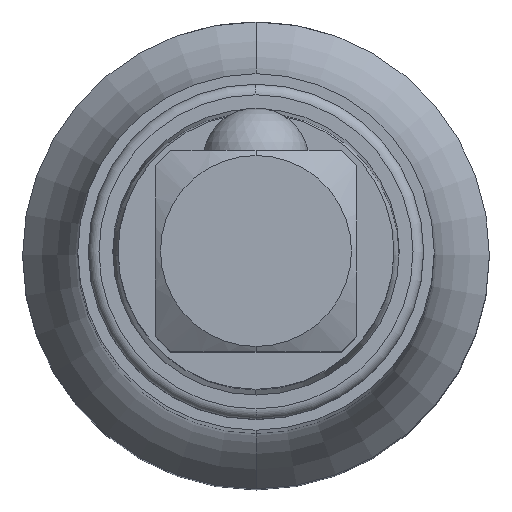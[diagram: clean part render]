
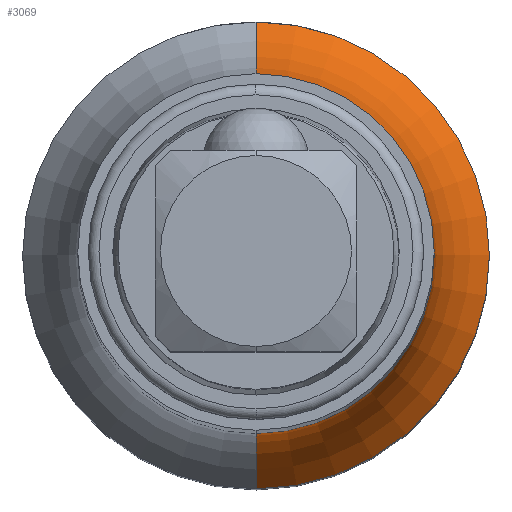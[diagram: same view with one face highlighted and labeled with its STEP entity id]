
A CAD part, top view. The second image highlights one B-rep face of the part: STEP entity #3069.
In plain terms, the highlighted toroidal (fillet/blend) face has major radius 18.4 mm and minor radius 10 mm.
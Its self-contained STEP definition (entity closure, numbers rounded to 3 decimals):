
#2483=CARTESIAN_POINT('',(0.,0.,-31.));
#2484=DIRECTION('',(0.,0.,1.));
#2485=DIRECTION('',(0.,1.,0.));
#2486=AXIS2_PLACEMENT_3D('',#2483,#2484,#2485);
#2525=CARTESIAN_POINT('',(0.,18.4,-37.726));
#2526=DIRECTION('',(-1.,0.,0.));
#2527=DIRECTION('',(0.,-1.,0.));
#2528=AXIS2_PLACEMENT_3D('',#2525,#2526,#2527);
#2533=CARTESIAN_POINT('',(0.,-18.4,-37.726));
#2534=DIRECTION('',(1.,0.,0.));
#2535=DIRECTION('',(0.,1.,0.));
#2536=AXIS2_PLACEMENT_3D('',#2533,#2534,#2535);
#2541=CARTESIAN_POINT('',(0.,0.,-37.726));
#2542=DIRECTION('',(0.,0.,1.));
#2543=DIRECTION('',(0.,1.,0.));
#2544=AXIS2_PLACEMENT_3D('',#2541,#2542,#2543);
#2883=CARTESIAN_POINT('',(0.,11.,-31.));
#2884=VERTEX_POINT('',#2883);
#2901=CARTESIAN_POINT('',(0.,-11.,-31.));
#2902=VERTEX_POINT('',#2901);
#2916=CARTESIAN_POINT('',(0.,8.4,-37.726));
#2918=VERTEX_POINT('',#2916);
#2924=CARTESIAN_POINT('',(0.,-8.4,-37.726));
#2926=VERTEX_POINT('',#2924);
#3055=CARTESIAN_POINT('',(0.,0.,-37.726));
#3056=DIRECTION('',(0.,0.,-1.));
#3057=DIRECTION('',(0.,-1.,0.));
#3058=AXIS2_PLACEMENT_3D('',#3055,#3056,#3057);
#3059=TOROIDAL_SURFACE('',#3058,18.4,10.);
#3061=ORIENTED_EDGE('',*,*,#3060,.T.);
#3062=ORIENTED_EDGE('',*,*,#3046,.T.);
#3064=ORIENTED_EDGE('',*,*,#3063,.F.);
#3066=ORIENTED_EDGE('',*,*,#3065,.F.);
#3067=EDGE_LOOP('',(#3061,#3062,#3064,#3066));
#3068=FACE_OUTER_BOUND('',#3067,.F.);
#3069=ADVANCED_FACE('',(#3068),#3059,.F.);
#2487=CIRCLE('',#2486,11.);
#2529=CIRCLE('',#2528,10.);
#2537=CIRCLE('',#2536,10.);
#2545=CIRCLE('',#2544,8.4);
#3046=EDGE_CURVE('',#2884,#2902,#2487,.T.);
#3060=EDGE_CURVE('',#2918,#2884,#2529,.T.);
#3063=EDGE_CURVE('',#2926,#2902,#2537,.T.);
#3065=EDGE_CURVE('',#2918,#2926,#2545,.T.);
